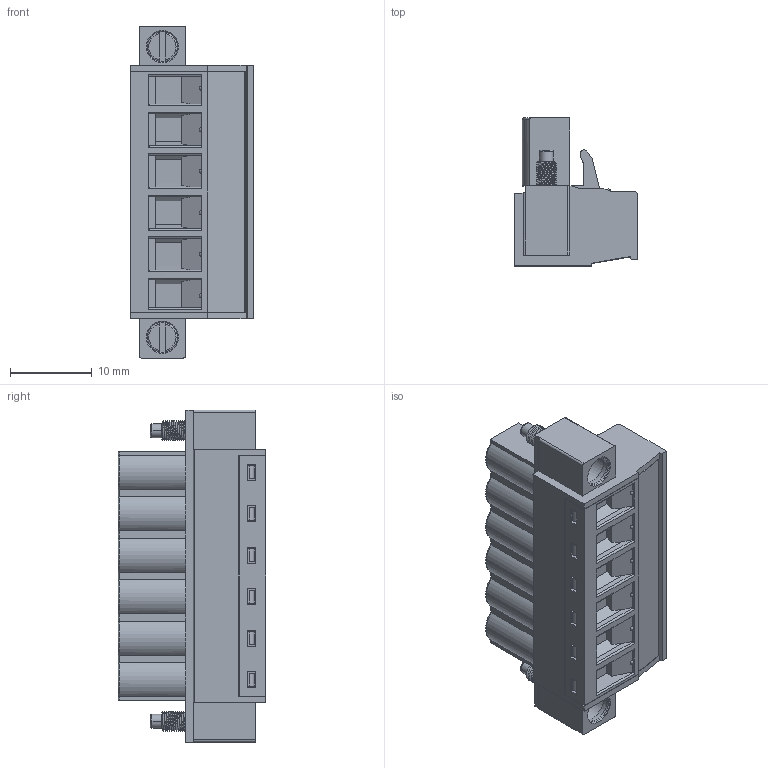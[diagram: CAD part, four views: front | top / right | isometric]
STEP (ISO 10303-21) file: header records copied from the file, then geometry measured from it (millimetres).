
FILE_DESCRIPTION((''),'2;1');
FILE_NAME('WJ2EDGKM-508-06P-00A','2017-03-15T',('QZY'),(''),'CREO PARAMETRIC BY PTC INC, 2014440','CREO PARAMETRIC BY PTC INC, 2014440','');
FILE_SCHEMA(('CONFIG_CONTROL_DESIGN'));
Length unit declared in the file: millimetre
Products named in the file (1): WJ2EDGKM-508-06P-00A
Bounding box: 15.05 x 18.1 x 40.64 mm (x, y, z)
Volume: 5304.2 mm3; surface area: 4935.7 mm2
Topology: 1 solids, 1 shells, 900 faces, 2484 edges, 1614 vertices
Faces by surface type: plane 539, cylinder 217, cone 64, torus 42, bspline 20, sphere 18
Entity records: 33157 total; most frequent: CARTESIAN_POINT 10186, ORIENTED_EDGE 4932, DIRECTION 4561, EDGE_CURVE 2466, VECTOR 1701, LINE 1701, VERTEX_POINT 1614, AXIS2_PLACEMENT_3D 1430
